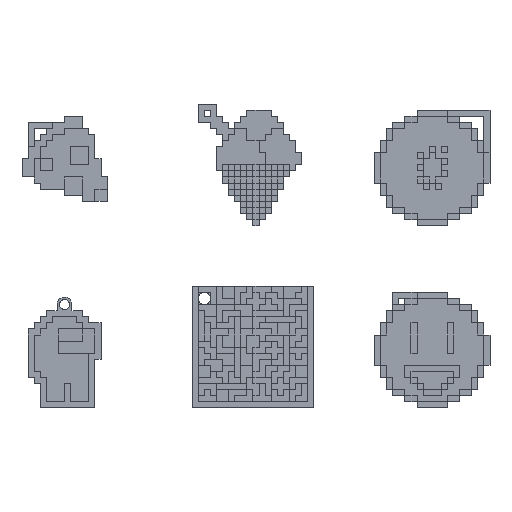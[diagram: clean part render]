
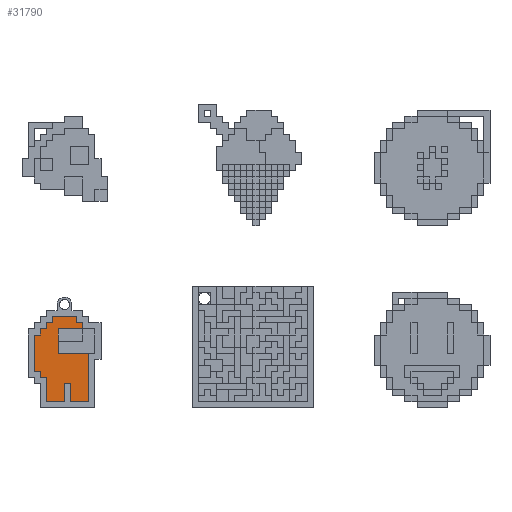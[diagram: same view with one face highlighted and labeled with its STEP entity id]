
A CAD part, top view. The second image highlights one B-rep face of the part: STEP entity #31790.
In plain terms, the highlighted planar face has unit normal (0, 0, 1).
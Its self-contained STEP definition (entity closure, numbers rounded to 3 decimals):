
#600=FACE_OUTER_BOUND('',#2554,.T.);
#2554=EDGE_LOOP('',(#21213,#21214,#21215,#21216,#21217,#21218,#21219,#21220,
#21221,#21222,#21223,#21224,#21225,#21226,#21227,#21228,#21229,#21230,#21231,
#21232,#21233,#21234,#21235,#21236));
#4586=LINE('',#44564,#9048);
#4589=LINE('',#44570,#9051);
#4592=LINE('',#44576,#9054);
#4595=LINE('',#44582,#9057);
#4598=LINE('',#44588,#9060);
#4601=LINE('',#44594,#9063);
#4604=LINE('',#44600,#9066);
#4607=LINE('',#44606,#9069);
#4610=LINE('',#44612,#9072);
#4613=LINE('',#44618,#9075);
#4616=LINE('',#44624,#9078);
#4619=LINE('',#44630,#9081);
#4622=LINE('',#44636,#9084);
#4625=LINE('',#44642,#9087);
#4628=LINE('',#44648,#9090);
#4631=LINE('',#44654,#9093);
#4634=LINE('',#44660,#9096);
#4637=LINE('',#44666,#9099);
#4640=LINE('',#44672,#9102);
#4643=LINE('',#44678,#9105);
#4646=LINE('',#44684,#9108);
#4649=LINE('',#44690,#9111);
#4652=LINE('',#44696,#9114);
#4655=LINE('',#44700,#9117);
#9048=VECTOR('',#36131,10.);
#9051=VECTOR('',#36136,10.);
#9054=VECTOR('',#36141,10.);
#9057=VECTOR('',#36146,10.);
#9060=VECTOR('',#36151,10.);
#9063=VECTOR('',#36156,10.);
#9066=VECTOR('',#36161,10.);
#9069=VECTOR('',#36166,10.);
#9072=VECTOR('',#36171,10.);
#9075=VECTOR('',#36176,10.);
#9078=VECTOR('',#36181,10.);
#9081=VECTOR('',#36186,10.);
#9084=VECTOR('',#36191,10.);
#9087=VECTOR('',#36196,10.);
#9090=VECTOR('',#36201,10.);
#9093=VECTOR('',#36206,10.);
#9096=VECTOR('',#36211,10.);
#9099=VECTOR('',#36216,10.);
#9102=VECTOR('',#36221,10.);
#9105=VECTOR('',#36226,10.);
#9108=VECTOR('',#36231,10.);
#9111=VECTOR('',#36236,10.);
#9114=VECTOR('',#36241,10.);
#9117=VECTOR('',#36246,10.);
#13465=VERTEX_POINT('',#44561);
#13466=VERTEX_POINT('',#44563);
#13468=VERTEX_POINT('',#44569);
#13470=VERTEX_POINT('',#44575);
#13472=VERTEX_POINT('',#44581);
#13474=VERTEX_POINT('',#44587);
#13476=VERTEX_POINT('',#44593);
#13478=VERTEX_POINT('',#44599);
#13480=VERTEX_POINT('',#44605);
#13482=VERTEX_POINT('',#44611);
#13484=VERTEX_POINT('',#44617);
#13486=VERTEX_POINT('',#44623);
#13488=VERTEX_POINT('',#44629);
#13490=VERTEX_POINT('',#44635);
#13492=VERTEX_POINT('',#44641);
#13494=VERTEX_POINT('',#44647);
#13496=VERTEX_POINT('',#44653);
#13498=VERTEX_POINT('',#44659);
#13500=VERTEX_POINT('',#44665);
#13502=VERTEX_POINT('',#44671);
#13504=VERTEX_POINT('',#44677);
#13506=VERTEX_POINT('',#44683);
#13508=VERTEX_POINT('',#44689);
#13510=VERTEX_POINT('',#44695);
#16498=EDGE_CURVE('',#13466,#13465,#4586,.T.);
#16501=EDGE_CURVE('',#13468,#13466,#4589,.T.);
#16504=EDGE_CURVE('',#13470,#13468,#4592,.T.);
#16507=EDGE_CURVE('',#13472,#13470,#4595,.T.);
#16510=EDGE_CURVE('',#13474,#13472,#4598,.T.);
#16513=EDGE_CURVE('',#13476,#13474,#4601,.T.);
#16516=EDGE_CURVE('',#13478,#13476,#4604,.T.);
#16519=EDGE_CURVE('',#13480,#13478,#4607,.T.);
#16522=EDGE_CURVE('',#13482,#13480,#4610,.T.);
#16525=EDGE_CURVE('',#13484,#13482,#4613,.T.);
#16528=EDGE_CURVE('',#13486,#13484,#4616,.T.);
#16531=EDGE_CURVE('',#13488,#13486,#4619,.T.);
#16534=EDGE_CURVE('',#13490,#13488,#4622,.T.);
#16537=EDGE_CURVE('',#13492,#13490,#4625,.T.);
#16540=EDGE_CURVE('',#13494,#13492,#4628,.T.);
#16543=EDGE_CURVE('',#13496,#13494,#4631,.T.);
#16546=EDGE_CURVE('',#13498,#13496,#4634,.T.);
#16549=EDGE_CURVE('',#13500,#13498,#4637,.T.);
#16552=EDGE_CURVE('',#13502,#13500,#4640,.T.);
#16555=EDGE_CURVE('',#13504,#13502,#4643,.T.);
#16558=EDGE_CURVE('',#13506,#13504,#4646,.T.);
#16561=EDGE_CURVE('',#13508,#13506,#4649,.T.);
#16564=EDGE_CURVE('',#13510,#13508,#4652,.T.);
#16567=EDGE_CURVE('',#13465,#13510,#4655,.T.);
#21213=ORIENTED_EDGE('',*,*,#16567,.T.);
#21214=ORIENTED_EDGE('',*,*,#16564,.T.);
#21215=ORIENTED_EDGE('',*,*,#16561,.T.);
#21216=ORIENTED_EDGE('',*,*,#16558,.T.);
#21217=ORIENTED_EDGE('',*,*,#16555,.T.);
#21218=ORIENTED_EDGE('',*,*,#16552,.T.);
#21219=ORIENTED_EDGE('',*,*,#16549,.T.);
#21220=ORIENTED_EDGE('',*,*,#16546,.T.);
#21221=ORIENTED_EDGE('',*,*,#16543,.T.);
#21222=ORIENTED_EDGE('',*,*,#16540,.T.);
#21223=ORIENTED_EDGE('',*,*,#16537,.T.);
#21224=ORIENTED_EDGE('',*,*,#16534,.T.);
#21225=ORIENTED_EDGE('',*,*,#16531,.T.);
#21226=ORIENTED_EDGE('',*,*,#16528,.T.);
#21227=ORIENTED_EDGE('',*,*,#16525,.T.);
#21228=ORIENTED_EDGE('',*,*,#16522,.T.);
#21229=ORIENTED_EDGE('',*,*,#16519,.T.);
#21230=ORIENTED_EDGE('',*,*,#16516,.T.);
#21231=ORIENTED_EDGE('',*,*,#16513,.T.);
#21232=ORIENTED_EDGE('',*,*,#16510,.T.);
#21233=ORIENTED_EDGE('',*,*,#16507,.T.);
#21234=ORIENTED_EDGE('',*,*,#16504,.T.);
#21235=ORIENTED_EDGE('',*,*,#16501,.T.);
#21236=ORIENTED_EDGE('',*,*,#16498,.T.);
#29844=PLANE('',#33989);
#31790=ADVANCED_FACE('',(#600),#29844,.T.);
#33989=AXIS2_PLACEMENT_3D('',#44701,#36247,#36248);
#36131=DIRECTION('',(0.,1.,0.));
#36136=DIRECTION('',(1.,0.,0.));
#36141=DIRECTION('',(0.,-1.,0.));
#36146=DIRECTION('',(1.,0.,0.));
#36151=DIRECTION('',(0.,1.,0.));
#36156=DIRECTION('',(1.,0.,0.));
#36161=DIRECTION('',(0.,-1.,0.));
#36166=DIRECTION('',(1.,0.,0.));
#36171=DIRECTION('',(0.,-1.,0.));
#36176=DIRECTION('',(1.,0.,0.));
#36181=DIRECTION('',(0.,-1.,0.));
#36186=DIRECTION('',(-1.,0.,0.));
#36191=DIRECTION('',(0.,-1.,0.));
#36196=DIRECTION('',(-1.,0.,0.));
#36201=DIRECTION('',(0.,-1.,0.));
#36206=DIRECTION('',(-1.,0.,0.));
#36211=DIRECTION('',(0.,-1.,0.));
#36216=DIRECTION('',(-1.,0.,0.));
#36221=DIRECTION('',(0.,1.,0.));
#36226=DIRECTION('',(-1.,0.,0.));
#36231=DIRECTION('',(0.,1.,0.));
#36236=DIRECTION('',(1.,0.,0.));
#36241=DIRECTION('',(0.,1.,0.));
#36246=DIRECTION('',(-1.,0.,0.));
#36247=DIRECTION('center_axis',(0.,0.,1.));
#36248=DIRECTION('ref_axis',(1.,0.,0.));
#44561=CARTESIAN_POINT('',(65.,45.,5.));
#44563=CARTESIAN_POINT('',(65.,5.,5.));
#44564=CARTESIAN_POINT('',(65.,100.,5.));
#44569=CARTESIAN_POINT('',(50.,5.,5.));
#44570=CARTESIAN_POINT('',(100.,5.,5.));
#44575=CARTESIAN_POINT('',(50.,20.,5.));
#44576=CARTESIAN_POINT('',(50.,100.,5.));
#44581=CARTESIAN_POINT('',(45.,20.,5.));
#44582=CARTESIAN_POINT('',(0.,20.,5.));
#44587=CARTESIAN_POINT('',(45.,5.,5.));
#44588=CARTESIAN_POINT('',(45.,100.,5.));
#44593=CARTESIAN_POINT('',(30.,5.,5.));
#44594=CARTESIAN_POINT('',(100.,5.,5.));
#44599=CARTESIAN_POINT('',(30.,25.,5.));
#44600=CARTESIAN_POINT('',(30.,100.,5.));
#44605=CARTESIAN_POINT('',(25.,25.,5.));
#44606=CARTESIAN_POINT('',(100.,25.,5.));
#44611=CARTESIAN_POINT('',(25.,30.,5.));
#44612=CARTESIAN_POINT('',(25.,100.,5.));
#44617=CARTESIAN_POINT('',(20.,30.,5.));
#44618=CARTESIAN_POINT('',(100.,30.,5.));
#44623=CARTESIAN_POINT('',(20.,60.,5.));
#44624=CARTESIAN_POINT('',(20.,100.,5.));
#44629=CARTESIAN_POINT('',(25.,60.,5.));
#44630=CARTESIAN_POINT('',(100.,60.,5.));
#44635=CARTESIAN_POINT('',(25.,65.,5.));
#44636=CARTESIAN_POINT('',(25.,100.,5.));
#44641=CARTESIAN_POINT('',(30.,65.,5.));
#44642=CARTESIAN_POINT('',(100.,65.,5.));
#44647=CARTESIAN_POINT('',(30.,70.,5.));
#44648=CARTESIAN_POINT('',(30.,100.,5.));
#44653=CARTESIAN_POINT('',(35.,70.,5.));
#44654=CARTESIAN_POINT('',(100.,70.,5.));
#44659=CARTESIAN_POINT('',(35.,75.,5.));
#44660=CARTESIAN_POINT('',(35.,100.,5.));
#44665=CARTESIAN_POINT('',(55.,75.,5.));
#44666=CARTESIAN_POINT('',(100.,75.,5.));
#44671=CARTESIAN_POINT('',(55.,70.,5.));
#44672=CARTESIAN_POINT('',(55.,100.,5.));
#44677=CARTESIAN_POINT('',(60.,70.,5.));
#44678=CARTESIAN_POINT('',(100.,70.,5.));
#44683=CARTESIAN_POINT('',(60.,65.,5.));
#44684=CARTESIAN_POINT('',(60.,0.,5.));
#44689=CARTESIAN_POINT('',(40.,65.,5.));
#44690=CARTESIAN_POINT('',(100.,65.,5.));
#44695=CARTESIAN_POINT('',(40.,45.,5.));
#44696=CARTESIAN_POINT('',(40.,100.,5.));
#44700=CARTESIAN_POINT('',(100.,45.,5.));
#44701=CARTESIAN_POINT('Origin',(42.5,40.,5.));
